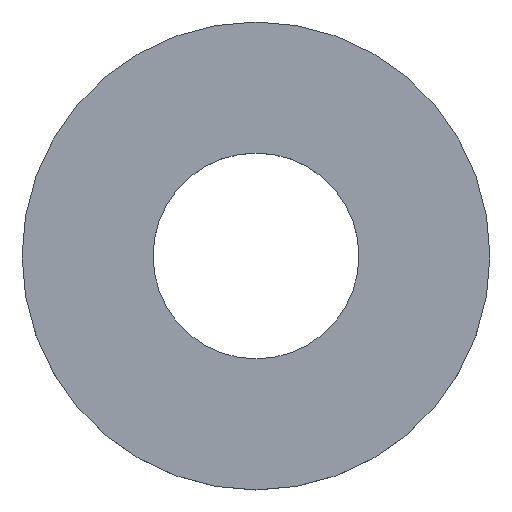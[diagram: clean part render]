
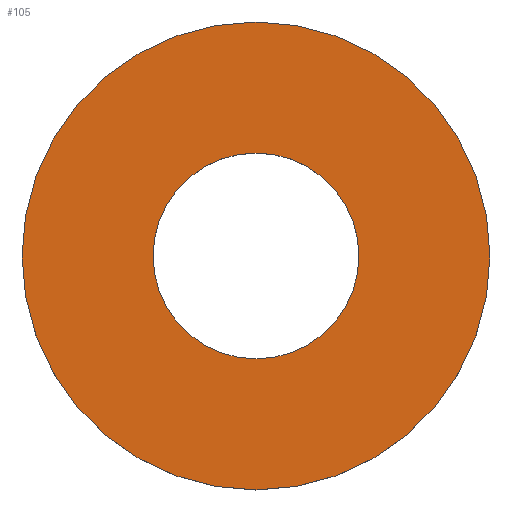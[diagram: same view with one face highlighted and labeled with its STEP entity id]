
A CAD part, top view. The second image highlights one B-rep face of the part: STEP entity #105.
In plain terms, the highlighted planar face has unit normal (0, 0, 1).
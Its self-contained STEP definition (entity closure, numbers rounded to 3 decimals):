
#7 = DIRECTION ( 'NONE',  ( 0., 0., 1. ) ) ;
#9 = DIRECTION ( 'NONE',  ( 0., 0., 1. ) ) ;
#25 = CARTESIAN_POINT ( 'NONE',  ( 0., 0., 0.4 ) ) ;
#27 = CARTESIAN_POINT ( 'NONE',  ( 0., 0., 0.4 ) ) ;
#32 = EDGE_LOOP ( 'NONE', ( #218, #186 ) ) ;
#37 = EDGE_CURVE ( 'NONE', #145, #83, #195, .T. ) ;
#50 = CIRCLE ( 'NONE', #143, 2.5 ) ;
#70 = DIRECTION ( 'NONE',  ( 1., 0., 0. ) ) ;
#72 = AXIS2_PLACEMENT_3D ( 'NONE', #179, #94, #70 ) ;
#73 = CARTESIAN_POINT ( 'NONE',  ( 1.1, 0., 0.4 ) ) ;
#83 = VERTEX_POINT ( 'NONE', #141 ) ;
#86 = FACE_BOUND ( 'NONE', #32, .T. ) ;
#90 = AXIS2_PLACEMENT_3D ( 'NONE', #27, #9, #136 ) ;
#94 = DIRECTION ( 'NONE',  ( 0., 0., 1. ) ) ;
#100 = CARTESIAN_POINT ( 'NONE',  ( 0., 0., 0.4 ) ) ;
#105 = ADVANCED_FACE ( 'NONE', ( #200, #86 ), #118, .T. ) ;
#109 = AXIS2_PLACEMENT_3D ( 'NONE', #229, #155, #153 ) ;
#118 = PLANE ( 'NONE',  #109 ) ;
#136 = DIRECTION ( 'NONE',  ( 1., 0., 0. ) ) ;
#137 = VERTEX_POINT ( 'NONE', #242 ) ;
#141 = CARTESIAN_POINT ( 'NONE',  ( -1.1, 0., 0.4 ) ) ;
#143 = AXIS2_PLACEMENT_3D ( 'NONE', #25, #7, #241 ) ;
#144 = ORIENTED_EDGE ( 'NONE', *, *, #204, .T. ) ;
#145 = VERTEX_POINT ( 'NONE', #73 ) ;
#153 = DIRECTION ( 'NONE',  ( 1., 0., 0. ) ) ;
#155 = DIRECTION ( 'NONE',  ( 0., 0., 1. ) ) ;
#167 = EDGE_LOOP ( 'NONE', ( #144, #190 ) ) ;
#179 = CARTESIAN_POINT ( 'NONE',  ( 0., 0., 0.4 ) ) ;
#186 = ORIENTED_EDGE ( 'NONE', *, *, #37, .F. ) ;
#190 = ORIENTED_EDGE ( 'NONE', *, *, #222, .T. ) ;
#195 = CIRCLE ( 'NONE', #235, 1.1 ) ;
#196 = VERTEX_POINT ( 'NONE', #197 ) ;
#197 = CARTESIAN_POINT ( 'NONE',  ( -2.5, 0., 0.4 ) ) ;
#199 = EDGE_CURVE ( 'NONE', #83, #145, #203, .T. ) ;
#200 = FACE_OUTER_BOUND ( 'NONE', #167, .T. ) ;
#203 = CIRCLE ( 'NONE', #72, 1.1 ) ;
#204 = EDGE_CURVE ( 'NONE', #196, #137, #207, .T. ) ;
#207 = CIRCLE ( 'NONE', #90, 2.5 ) ;
#215 = DIRECTION ( 'NONE',  ( 0., 0., 1. ) ) ;
#218 = ORIENTED_EDGE ( 'NONE', *, *, #199, .F. ) ;
#222 = EDGE_CURVE ( 'NONE', #137, #196, #50, .T. ) ;
#229 = CARTESIAN_POINT ( 'NONE',  ( 0., 0., 0.4 ) ) ;
#230 = DIRECTION ( 'NONE',  ( 1., 0., 0. ) ) ;
#235 = AXIS2_PLACEMENT_3D ( 'NONE', #100, #215, #230 ) ;
#241 = DIRECTION ( 'NONE',  ( 1., 0., 0. ) ) ;
#242 = CARTESIAN_POINT ( 'NONE',  ( 2.5, 0., 0.4 ) ) ;
